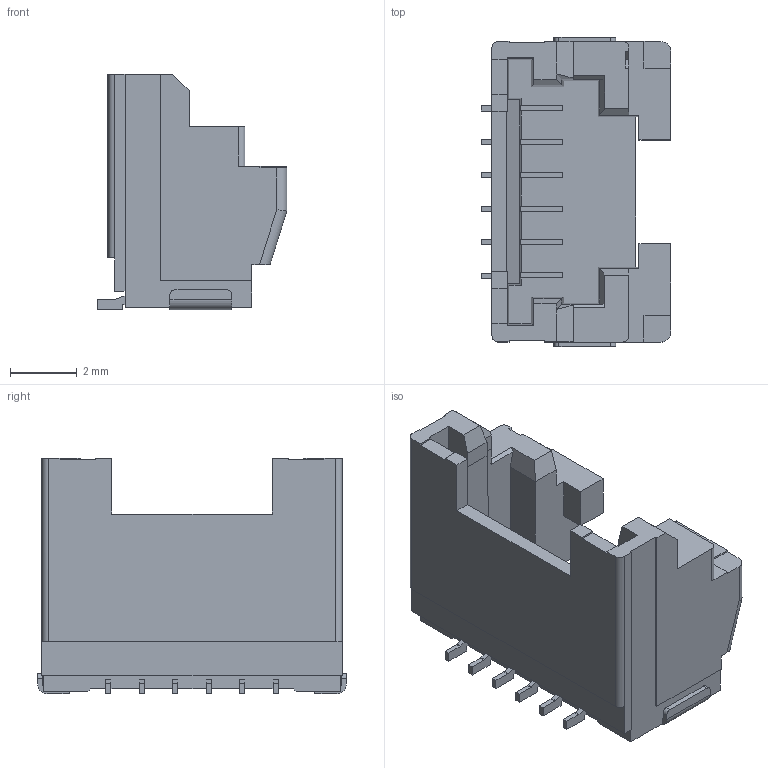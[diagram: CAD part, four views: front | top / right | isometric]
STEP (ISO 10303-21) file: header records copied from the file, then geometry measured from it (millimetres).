
FILE_DESCRIPTION(('CoCreate Modeling STEP Export'),'2;1');
FILE_NAME('DF50A-6P-1V(51).stp','2014-07-30T10:27:20',(''),(''),'CoCreate Modeling STEP processor for AP214 (Solid Model)','CoCreate Modeling 17.0 01-Apr-2010 (C) Parametric Technology GmbH','');
FILE_SCHEMA(('AUTOMOTIVE_DESIGN { 1 0 10303 214 1 1 1 1 }'));
Length unit declared in the file: millimetre
Products named in the file (1): DF50A-6P-1V
Bounding box: 5.67 x 9.25 x 7.05 mm (x, y, z)
Volume: 133.9 mm3; surface area: 372.7 mm2
Topology: 1 solids, 1 shells, 221 faces, 690 edges, 471 vertices
Faces by surface type: plane 199, cylinder 22
Entity records: 7532 total; most frequent: ORIENTED_EDGE 1380, CARTESIAN_POINT 1365, DIRECTION 1150, EDGE_CURVE 690, VECTOR 638, LINE 638, VERTEX_POINT 471, AXIS2_PLACEMENT_3D 256
